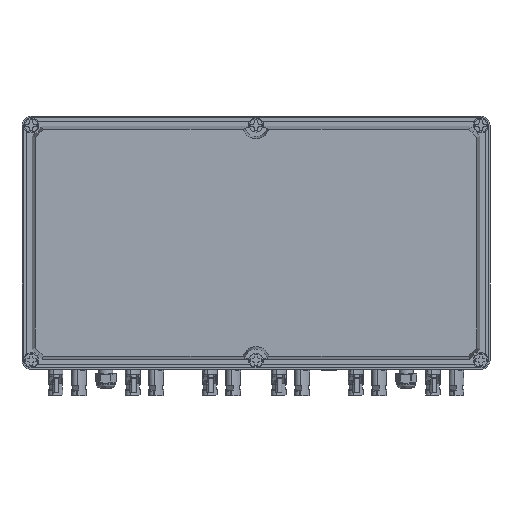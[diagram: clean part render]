
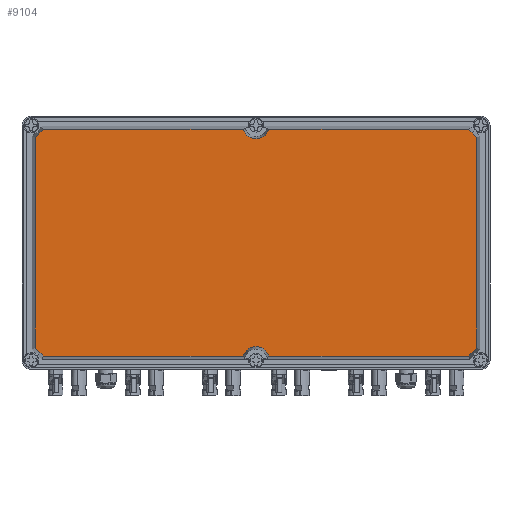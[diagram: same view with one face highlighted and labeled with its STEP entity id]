
A CAD part, top view. The second image highlights one B-rep face of the part: STEP entity #9104.
In plain terms, the highlighted planar face has unit normal (0, 0, 1).
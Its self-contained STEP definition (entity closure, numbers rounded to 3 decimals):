
#8367=AXIS2_PLACEMENT_3D('Circle Axis2P3D',#8365,#8366,$) ;
#9041=AXIS2_PLACEMENT_3D('Plane Axis2P3D',#9038,#9039,#9040) ;
#9045=AXIS2_PLACEMENT_3D('Circle Axis2P3D',#9043,#9044,$) ;
#8365=CARTESIAN_POINT('Axis2P3D Location',(279.,322.305,209.)) ;
#8369=CARTESIAN_POINT('Vertex',(263.79,317.362,209.)) ;
#8371=CARTESIAN_POINT('Vertex',(294.21,317.362,209.)) ;
#8433=CARTESIAN_POINT('Vertex',(25.422,317.362,209.)) ;
#8436=CARTESIAN_POINT('Line Origine',(144.606,317.362,209.)) ;
#8490=CARTESIAN_POINT('Line Origine',(413.394,317.362,209.)) ;
#8494=CARTESIAN_POINT('Vertex',(532.578,317.362,209.)) ;
#8798=CARTESIAN_POINT('Line Origine',(537.318,312.623,209.)) ;
#8802=CARTESIAN_POINT('Vertex',(542.057,307.883,209.)) ;
#8948=CARTESIAN_POINT('Vertex',(15.943,307.883,209.)) ;
#8951=CARTESIAN_POINT('Line Origine',(20.682,312.623,209.)) ;
#9038=CARTESIAN_POINT('Axis2P3D Location',(279.,182.305,209.)) ;
#9043=CARTESIAN_POINT('Axis2P3D Location',(279.,42.305,209.)) ;
#9047=CARTESIAN_POINT('Vertex',(294.21,47.248,209.)) ;
#9049=CARTESIAN_POINT('Vertex',(263.79,47.248,209.)) ;
#9052=CARTESIAN_POINT('Line Origine',(413.394,47.248,209.)) ;
#9056=CARTESIAN_POINT('Vertex',(532.578,47.248,209.)) ;
#9059=CARTESIAN_POINT('Line Origine',(537.318,51.987,209.)) ;
#9063=CARTESIAN_POINT('Vertex',(542.057,56.727,209.)) ;
#9066=CARTESIAN_POINT('Line Origine',(542.057,182.305,209.)) ;
#9071=CARTESIAN_POINT('Line Origine',(15.943,182.305,209.)) ;
#9075=CARTESIAN_POINT('Vertex',(15.943,56.727,209.)) ;
#9078=CARTESIAN_POINT('Line Origine',(20.682,51.987,209.)) ;
#9082=CARTESIAN_POINT('Vertex',(25.422,47.248,209.)) ;
#9085=CARTESIAN_POINT('Line Origine',(144.606,47.248,209.)) ;
#8366=DIRECTION('Axis2P3D Direction',(0.,0.,1.)) ;
#8437=DIRECTION('Vector Direction',(-1.,0.,0.)) ;
#8491=DIRECTION('Vector Direction',(-1.,0.,0.)) ;
#8799=DIRECTION('Vector Direction',(-0.707,0.707,0.)) ;
#8952=DIRECTION('Vector Direction',(-0.707,-0.707,0.)) ;
#9039=DIRECTION('Axis2P3D Direction',(0.,0.,1.)) ;
#9040=DIRECTION('Axis2P3D XDirection',(1.,0.,0.)) ;
#9044=DIRECTION('Axis2P3D Direction',(0.,0.,1.)) ;
#9053=DIRECTION('Vector Direction',(1.,0.,0.)) ;
#9060=DIRECTION('Vector Direction',(0.707,0.707,0.)) ;
#9067=DIRECTION('Vector Direction',(0.,1.,0.)) ;
#9072=DIRECTION('Vector Direction',(0.,-1.,0.)) ;
#9079=DIRECTION('Vector Direction',(0.707,-0.707,0.)) ;
#9086=DIRECTION('Vector Direction',(1.,0.,0.)) ;
#8438=VECTOR('Line Direction',#8437,1.) ;
#8492=VECTOR('Line Direction',#8491,1.) ;
#8800=VECTOR('Line Direction',#8799,1.) ;
#8953=VECTOR('Line Direction',#8952,1.) ;
#9054=VECTOR('Line Direction',#9053,1.) ;
#9061=VECTOR('Line Direction',#9060,1.) ;
#9068=VECTOR('Line Direction',#9067,1.) ;
#9073=VECTOR('Line Direction',#9072,1.) ;
#9080=VECTOR('Line Direction',#9079,1.) ;
#9087=VECTOR('Line Direction',#9086,1.) ;
#9091=ORIENTED_EDGE('',*,*,#9051,.F.) ;
#9092=ORIENTED_EDGE('',*,*,#9058,.T.) ;
#9093=ORIENTED_EDGE('',*,*,#9065,.T.) ;
#9094=ORIENTED_EDGE('',*,*,#9070,.T.) ;
#9095=ORIENTED_EDGE('',*,*,#8804,.T.) ;
#9096=ORIENTED_EDGE('',*,*,#8496,.T.) ;
#9097=ORIENTED_EDGE('',*,*,#8373,.F.) ;
#9098=ORIENTED_EDGE('',*,*,#8440,.T.) ;
#9099=ORIENTED_EDGE('',*,*,#8955,.T.) ;
#9100=ORIENTED_EDGE('',*,*,#9077,.T.) ;
#9101=ORIENTED_EDGE('',*,*,#9084,.T.) ;
#9102=ORIENTED_EDGE('',*,*,#9089,.T.) ;
#9104=ADVANCED_FACE('GEHAEUSEDECKEL',(#9103),#9042,.T.) ;
#8368=CIRCLE('generated circle',#8367,15.993) ;
#9046=CIRCLE('generated circle',#9045,15.993) ;
#8373=EDGE_CURVE('',#8370,#8372,#8368,.T.) ;
#8440=EDGE_CURVE('',#8370,#8434,#8439,.T.) ;
#8496=EDGE_CURVE('',#8495,#8372,#8493,.T.) ;
#8804=EDGE_CURVE('',#8803,#8495,#8801,.T.) ;
#8955=EDGE_CURVE('',#8434,#8949,#8954,.T.) ;
#9051=EDGE_CURVE('',#9048,#9050,#9046,.T.) ;
#9058=EDGE_CURVE('',#9048,#9057,#9055,.T.) ;
#9065=EDGE_CURVE('',#9057,#9064,#9062,.T.) ;
#9070=EDGE_CURVE('',#9064,#8803,#9069,.T.) ;
#9077=EDGE_CURVE('',#8949,#9076,#9074,.T.) ;
#9084=EDGE_CURVE('',#9076,#9083,#9081,.T.) ;
#9089=EDGE_CURVE('',#9083,#9050,#9088,.T.) ;
#9090=EDGE_LOOP('',(#9091,#9092,#9093,#9094,#9095,#9096,#9097,#9098,#9099,#9100,#9101,#9102)) ;
#9103=FACE_OUTER_BOUND('',#9090,.T.) ;
#8439=LINE('Line',#8436,#8438) ;
#8493=LINE('Line',#8490,#8492) ;
#8801=LINE('Line',#8798,#8800) ;
#8954=LINE('Line',#8951,#8953) ;
#9055=LINE('Line',#9052,#9054) ;
#9062=LINE('Line',#9059,#9061) ;
#9069=LINE('Line',#9066,#9068) ;
#9074=LINE('Line',#9071,#9073) ;
#9081=LINE('Line',#9078,#9080) ;
#9088=LINE('Line',#9085,#9087) ;
#9042=PLANE('',#9041) ;
#8370=VERTEX_POINT('',#8369) ;
#8372=VERTEX_POINT('',#8371) ;
#8434=VERTEX_POINT('',#8433) ;
#8495=VERTEX_POINT('',#8494) ;
#8803=VERTEX_POINT('',#8802) ;
#8949=VERTEX_POINT('',#8948) ;
#9048=VERTEX_POINT('',#9047) ;
#9050=VERTEX_POINT('',#9049) ;
#9057=VERTEX_POINT('',#9056) ;
#9064=VERTEX_POINT('',#9063) ;
#9076=VERTEX_POINT('',#9075) ;
#9083=VERTEX_POINT('',#9082) ;
